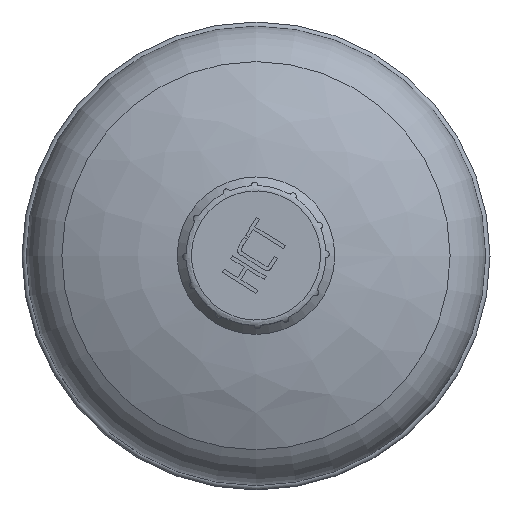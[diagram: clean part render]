
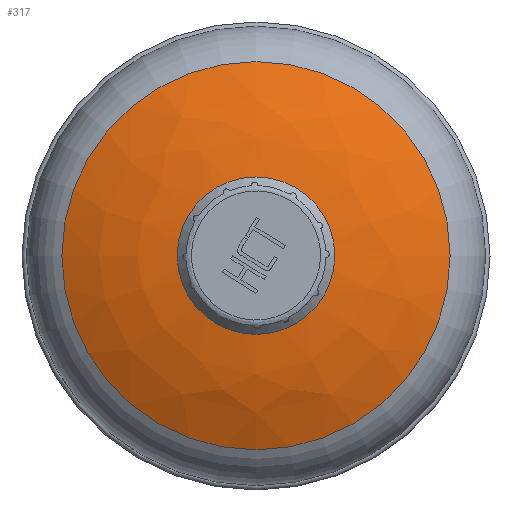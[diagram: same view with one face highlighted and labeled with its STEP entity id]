
A CAD part, top view. The second image highlights one B-rep face of the part: STEP entity #317.
In plain terms, the highlighted free-form (B-spline) face has degree [3, 3] with [4, 7] control points.
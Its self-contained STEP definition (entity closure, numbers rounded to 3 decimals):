
#317 = ADVANCED_FACE( '', ( #716, #717 ), #718, .T. );
#716 = FACE_OUTER_BOUND( '', #1273, .T. );
#717 = FACE_OUTER_BOUND( '', #1274, .T. );
#718 = ( BOUNDED_SURFACE(  )B_SPLINE_SURFACE( 3, 3, ( ( #1277, #1278, #1279, #1280, #1281, #1282, #1283 ), ( #1284, #1285, #1286, #1287, #1288, #1289, #1290 ), ( #1291, #1292, #1293, #1294, #1295, #1296, #1297 ), ( #1298, #1299, #1300, #1301, #1302, #1303, #1304 ) ), .UNSPECIFIED., .F., .T., .F. )B_SPLINE_SURFACE_WITH_KNOTS( ( 4, 4 ), ( 4, 3, 4 ), ( 0., 6.283 ), ( -1.464, -1.279, -1.095 ), .UNSPECIFIED. )GEOMETRIC_REPRESENTATION_ITEM(  )RATIONAL_B_SPLINE_SURFACE( ( ( 1., 0.333, 0.333, 1., 0.333, 0.333, 1. ), ( 0.989, 0.33, 0.33, 0.989, 0.33, 0.33, 0.989 ), ( 0.989, 0.33, 0.33, 0.989, 0.33, 0.33, 0.989 ), ( 1., 0.333, 0.333, 1., 0.333, 0.333, 1. ) ) )REPRESENTATION_ITEM( '' )SURFACE(  ) );
#1273 = EDGE_LOOP( '', ( #2356 ) );
#1274 = EDGE_LOOP( '', ( #2357 ) );
#1277 = CARTESIAN_POINT( '', ( -44.375, 0., 117.659 ) );
#1278 = CARTESIAN_POINT( '', ( -44.375, 88.75, 117.659 ) );
#1279 = CARTESIAN_POINT( '', ( 44.375, 88.75, 117.659 ) );
#1280 = CARTESIAN_POINT( '', ( 44.375, 0., 117.659 ) );
#1281 = CARTESIAN_POINT( '', ( 44.375, -88.75, 117.659 ) );
#1282 = CARTESIAN_POINT( '', ( -44.375, -88.75, 117.659 ) );
#1283 = CARTESIAN_POINT( '', ( -44.375, 0., 117.659 ) );
#1284 = CARTESIAN_POINT( '', ( -36.124, 0., 121.914 ) );
#1285 = CARTESIAN_POINT( '', ( -36.124, 72.247, 121.914 ) );
#1286 = CARTESIAN_POINT( '', ( 36.124, 72.247, 121.914 ) );
#1287 = CARTESIAN_POINT( '', ( 36.124, 0., 121.914 ) );
#1288 = CARTESIAN_POINT( '', ( 36.124, -72.247, 121.914 ) );
#1289 = CARTESIAN_POINT( '', ( -36.124, -72.247, 121.914 ) );
#1290 = CARTESIAN_POINT( '', ( -36.124, 0., 121.914 ) );
#1291 = CARTESIAN_POINT( '', ( -27.231, 0., 124.582 ) );
#1292 = CARTESIAN_POINT( '', ( -27.231, 54.462, 124.582 ) );
#1293 = CARTESIAN_POINT( '', ( 27.231, 54.462, 124.582 ) );
#1294 = CARTESIAN_POINT( '', ( 27.231, 0., 124.582 ) );
#1295 = CARTESIAN_POINT( '', ( 27.231, -54.462, 124.582 ) );
#1296 = CARTESIAN_POINT( '', ( -27.231, -54.462, 124.582 ) );
#1297 = CARTESIAN_POINT( '', ( -27.231, 0., 124.582 ) );
#1298 = CARTESIAN_POINT( '', ( -18., 0., 125.572 ) );
#1299 = CARTESIAN_POINT( '', ( -18., 36., 125.572 ) );
#1300 = CARTESIAN_POINT( '', ( 18., 36., 125.572 ) );
#1301 = CARTESIAN_POINT( '', ( 18., 0., 125.572 ) );
#1302 = CARTESIAN_POINT( '', ( 18., -36., 125.572 ) );
#1303 = CARTESIAN_POINT( '', ( -18., -36., 125.572 ) );
#1304 = CARTESIAN_POINT( '', ( -18., 0., 125.572 ) );
#2356 = ORIENTED_EDGE( '', *, *, #3161, .F. );
#2357 = ORIENTED_EDGE( '', *, *, #2954, .F. );
#2954 = EDGE_CURVE( '', #3413, #3413, #3414, .F. );
#3161 = EDGE_CURVE( '', #3752, #3752, #3753, .T. );
#3413 = VERTEX_POINT( '', #4083 );
#3414 = CIRCLE( '', #4084, 18. );
#3752 = VERTEX_POINT( '', #4780 );
#3753 = CIRCLE( '', #4781, 44.375 );
#4083 = CARTESIAN_POINT( '', ( -18., 0., 125.572 ) );
#4084 = AXIS2_PLACEMENT_3D( '', #5553, #5554, #5555 );
#4780 = CARTESIAN_POINT( '', ( -44.375, 0., 117.659 ) );
#4781 = AXIS2_PLACEMENT_3D( '', #5751, #5752, #5753 );
#5553 = CARTESIAN_POINT( '', ( 0., 0., 125.572 ) );
#5554 = DIRECTION( '', ( 0., 0., -1. ) );
#5555 = DIRECTION( '', ( -1., 0., 0. ) );
#5751 = CARTESIAN_POINT( '', ( 0., 0., 117.659 ) );
#5752 = DIRECTION( '', ( 0., 0., -1. ) );
#5753 = DIRECTION( '', ( -1., 0., 0. ) );
